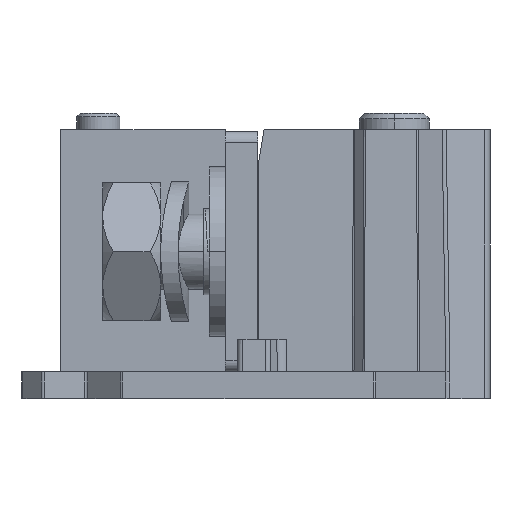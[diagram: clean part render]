
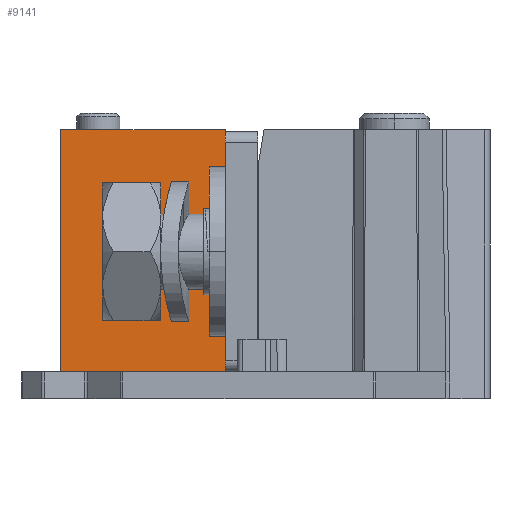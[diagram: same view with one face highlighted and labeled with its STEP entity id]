
A CAD part, left-side view. The second image highlights one B-rep face of the part: STEP entity #9141.
In plain terms, the highlighted planar face has unit normal (-1, 0, 0).
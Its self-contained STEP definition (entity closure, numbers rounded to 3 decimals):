
#1157=DIRECTION('',(0.,-1.,0.));
#1158=VECTOR('',#1157,15.3);
#1159=CARTESIAN_POINT('',(-4.196,18.4,0.));
#1160=LINE('',#1159,#1158);
#1207=DIRECTION('',(0.,0.,1.));
#1208=VECTOR('',#1207,22.3);
#1209=CARTESIAN_POINT('',(-4.196,3.1,0.));
#1210=LINE('',#1209,#1208);
#2561=DIRECTION('',(0.,0.,-1.));
#2562=VECTOR('',#2561,0.2);
#2563=CARTESIAN_POINT('',(-4.196,3.1,22.5));
#2564=LINE('',#2563,#2562);
#2565=DIRECTION('',(0.,0.,-1.));
#2566=VECTOR('',#2565,22.5);
#2567=CARTESIAN_POINT('',(-4.196,18.4,22.5));
#2568=LINE('',#2567,#2566);
#2607=DIRECTION('',(0.,-1.,0.));
#2608=VECTOR('',#2607,15.3);
#2609=CARTESIAN_POINT('',(-4.196,18.4,22.5));
#2610=LINE('',#2609,#2608);
#6195=CARTESIAN_POINT('',(-4.196,18.4,22.5));
#6196=CARTESIAN_POINT('',(-4.196,3.1,22.5));
#6197=VERTEX_POINT('',#6195);
#6198=VERTEX_POINT('',#6196);
#6203=CARTESIAN_POINT('',(-4.196,18.4,0.));
#6204=CARTESIAN_POINT('',(-4.196,3.1,0.));
#6205=VERTEX_POINT('',#6203);
#6206=VERTEX_POINT('',#6204);
#6207=CARTESIAN_POINT('',(-4.196,3.1,22.3));
#6209=VERTEX_POINT('',#6207);
#9127=CARTESIAN_POINT('',(-4.196,18.4,22.5));
#9128=DIRECTION('',(-1.,0.,0.));
#9129=DIRECTION('',(0.,-1.,0.));
#9130=AXIS2_PLACEMENT_3D('',#9127,#9128,#9129);
#9131=PLANE('',#9130);
#9132=ORIENTED_EDGE('',*,*,#7373,.F.);
#9134=ORIENTED_EDGE('',*,*,#9133,.F.);
#9136=ORIENTED_EDGE('',*,*,#9135,.T.);
#9137=ORIENTED_EDGE('',*,*,#9119,.T.);
#9138=ORIENTED_EDGE('',*,*,#7434,.F.);
#9139=EDGE_LOOP('',(#9132,#9134,#9136,#9137,#9138));
#9140=FACE_OUTER_BOUND('',#9139,.F.);
#9141=ADVANCED_FACE('',(#9140),#9131,.T.);
#7373=EDGE_CURVE('',#6205,#6206,#1160,.T.);
#7434=EDGE_CURVE('',#6206,#6209,#1210,.T.);
#9119=EDGE_CURVE('',#6198,#6209,#2564,.T.);
#9133=EDGE_CURVE('',#6197,#6205,#2568,.T.);
#9135=EDGE_CURVE('',#6197,#6198,#2610,.T.);
